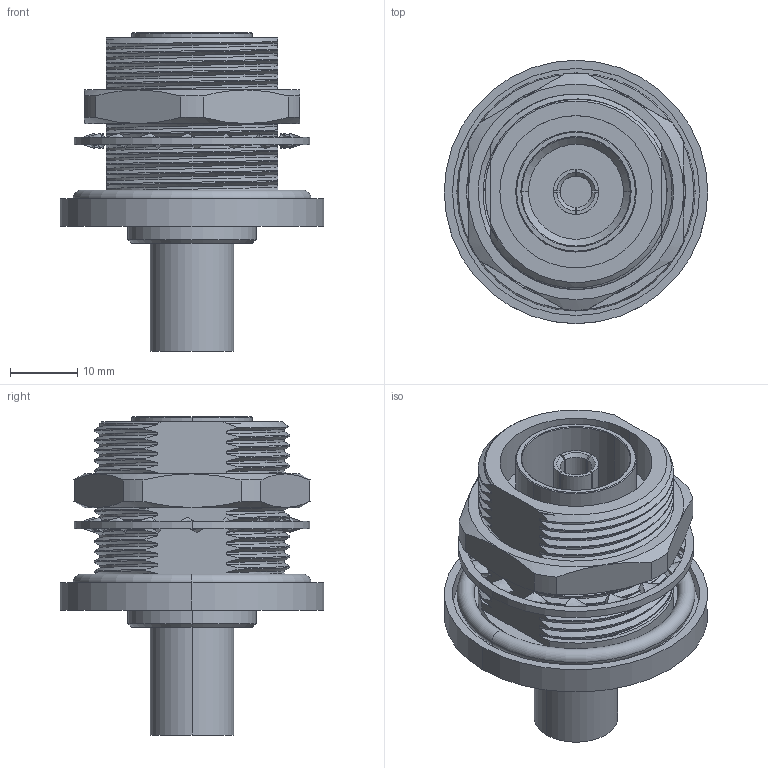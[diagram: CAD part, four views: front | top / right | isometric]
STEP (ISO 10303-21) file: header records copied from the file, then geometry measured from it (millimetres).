
FILE_DESCRIPTION (( 'STEP AP214' ), '1' );
FILE_NAME ('FMCN5290_3D.step', '2024-10-10T23:11:33', ( '' ), ( '' ), 'SwSTEP 2.0', 'SolidWorks 2022', '' );
FILE_SCHEMA (( 'AUTOMOTIVE_DESIGN' ));
Length unit declared in the file: inch
Products named in the file (1): FMCN5290_3D
Bounding box: 39.12 x 39.12 x 47.22 mm (x, y, z)
Volume: 18463.6 mm3; surface area: 13660.1 mm2
Topology: 5 solids, 5 shells, 354 faces, 978 edges, 641 vertices
Faces by surface type: bspline 163, cylinder 89, plane 63, cone 35, torus 4
Entity records: 67235 total; most frequent: CARTESIAN_POINT 59673, ORIENTED_EDGE 1956, DIRECTION 1012, EDGE_CURVE 978, VERTEX_POINT 641, EDGE_LOOP 369, AXIS2_PLACEMENT_3D 358, FACE_OUTER_BOUND 354
